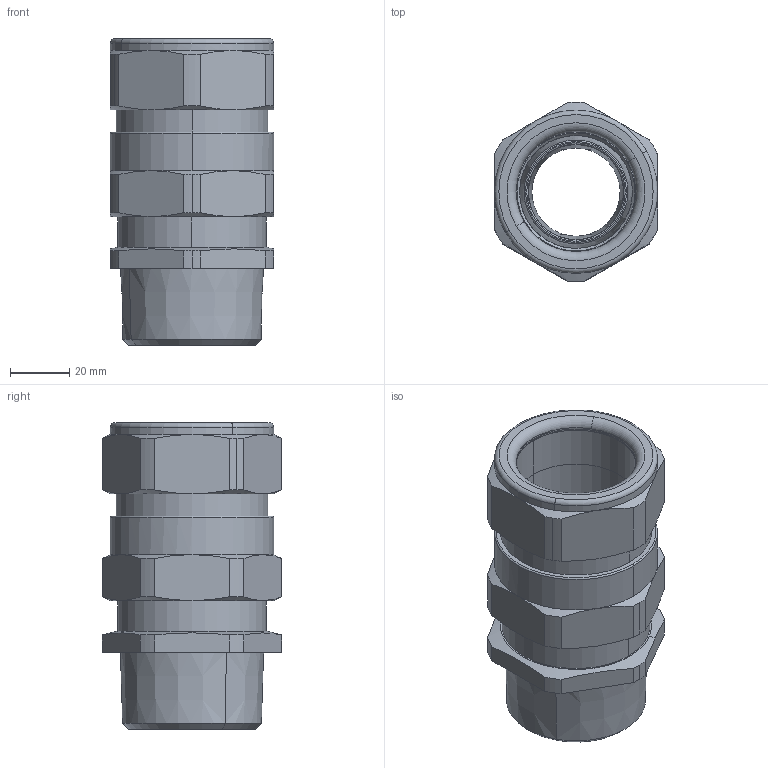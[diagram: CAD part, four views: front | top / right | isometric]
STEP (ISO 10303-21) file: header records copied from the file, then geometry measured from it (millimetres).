
FILE_DESCRIPTION(('CATIA V5 STEP Exchange','CAx-IF Rec.Pracs.--- Model Styling and Organization---1.4--- 2014-01-23'),'2;1');
FILE_NAME ('112399-1_0_1184930000_1184930000.stp','2022-11-01T03:17:22+00:00',('none'),('Weidmueller'),'CATIA Version 5-6 Release 2016 SP3 HF44','CATIA V5 STEP AP214','none');
FILE_SCHEMA(('AUTOMOTIVE_DESIGN { 1 0 10303 214 1 1 1 1 }'));
Length unit declared in the file: millimetre
Products named in the file (1): E1W/40/NPT1-1/2-WM
Bounding box: 55 x 60.5 x 103.4 mm (x, y, z)
Volume: 118899 mm3; surface area: 58298.6 mm2
Topology: 3 solids, 3 shells, 213 faces, 492 edges, 302 vertices
Faces by surface type: cone 70, cylinder 70, plane 41, torus 32
Entity records: 5681 total; most frequent: CARTESIAN_POINT 1294, ORIENTED_EDGE 984, DIRECTION 695, EDGE_CURVE 492, AXIS2_PLACEMENT_3D 422, VERTEX_POINT 302, CIRCLE 287, EDGE_LOOP 236
